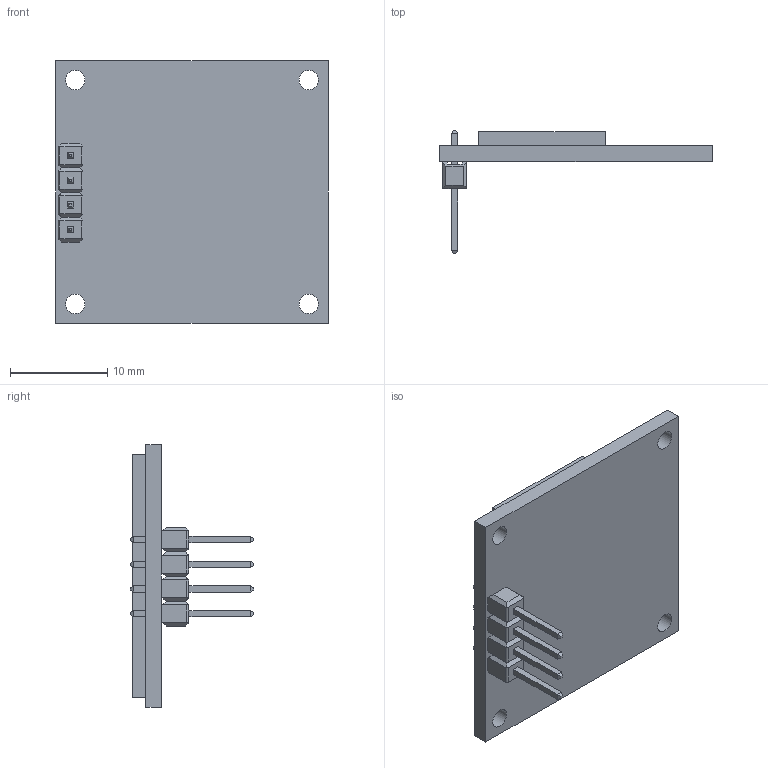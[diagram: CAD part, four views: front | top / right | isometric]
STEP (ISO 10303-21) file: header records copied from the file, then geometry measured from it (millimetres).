
FILE_DESCRIPTION(/* description */ (''),/* implementation_level */ '2;1');
FILE_NAME(/* name */ 'LCD-Modul.stp',/* time_stamp */ '2016-10-25T08:49:24+02:00',/* author */ ('Andy'),/* organization */ (''),/* preprocessor_version */ 'ST-DEVELOPER v16.1',/* originating_system */ 'Autodesk Inventor 2016',/* authorisation */ '');
FILE_SCHEMA (('AUTOMOTIVE_DESIGN { 1 0 10303 214 3 1 1 }'));
Length unit declared in the file: millimetre
Products named in the file (3): LCD; Pin Header 1x4 TH Pitch 2.54mm; LCD-Modul
Assembly tree (2 placements, depth 2):
  LCD-Modul
    LCD
    Pin Header 1x4 TH Pitch 2.54mm
Bounding box: 28 x 12.7 x 27 mm (x, y, z)
Volume: 1661.3 mm3; surface area: 2094.4 mm2
Topology: 5 solids, 9 shells, 165 faces, 489 edges, 392 vertices
Faces by surface type: plane 149, cylinder 16
Full cylindrical faces by diameter (mm): 0.75 x4, 2 x4
Entity records: 5655 total; most frequent: CARTESIAN_POINT 1315, DIRECTION 842, ORIENTED_EDGE 808, EDGE_CURVE 416, LINE 406, VECTOR 406, VERTEX_POINT 272, AXIS2_PLACEMENT_3D 218
